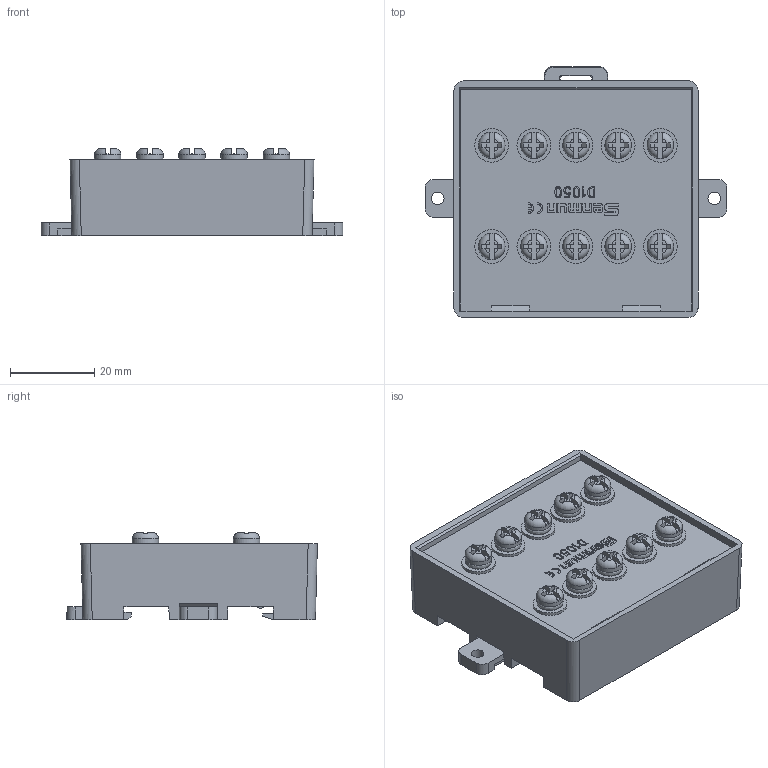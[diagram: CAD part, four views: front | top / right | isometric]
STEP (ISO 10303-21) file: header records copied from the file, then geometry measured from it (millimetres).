
FILE_DESCRIPTION(/* description */ (''),/* implementation_level */ '2;1');
FILE_NAME(/* name */ 'D1050-E.stp',/* time_stamp */ '2024-08-09T14:38:38+08:00',/* author */ (''),/* organization */ (''),/* preprocessor_version */ 'ST-DEVELOPER v14',/* originating_system */ 'SIEMENS PLM Software NX 8.0',/* authorisation */ '');
FILE_SCHEMA (('AUTOMOTIVE_DESIGN { 1 0 10303 214 3 1 1 1 }'));
Length unit declared in the file: millimetre
Products named in the file (1): D1050-E 3D_stp
Bounding box: 71.6 x 59.51 x 20.65 mm (x, y, z)
Volume: 49345.6 mm3; surface area: 14706.5 mm2
Topology: 3 solids, 3 shells, 594 faces, 1572 edges, 1040 vertices
Faces by surface type: plane 495, cylinder 61, bspline 12, extrusion 12, torus 10, cone 4
Full cylindrical faces by diameter (mm): 3 x2, 6.3 x10, 8 x10
Entity records: 21879 total; most frequent: CARTESIAN_POINT 6661, ORIENTED_EDGE 3012, DIRECTION 2708, EDGE_CURVE 1506, VECTOR 1174, LINE 1162, VERTEX_POINT 1020, AXIS2_PLACEMENT_3D 767
